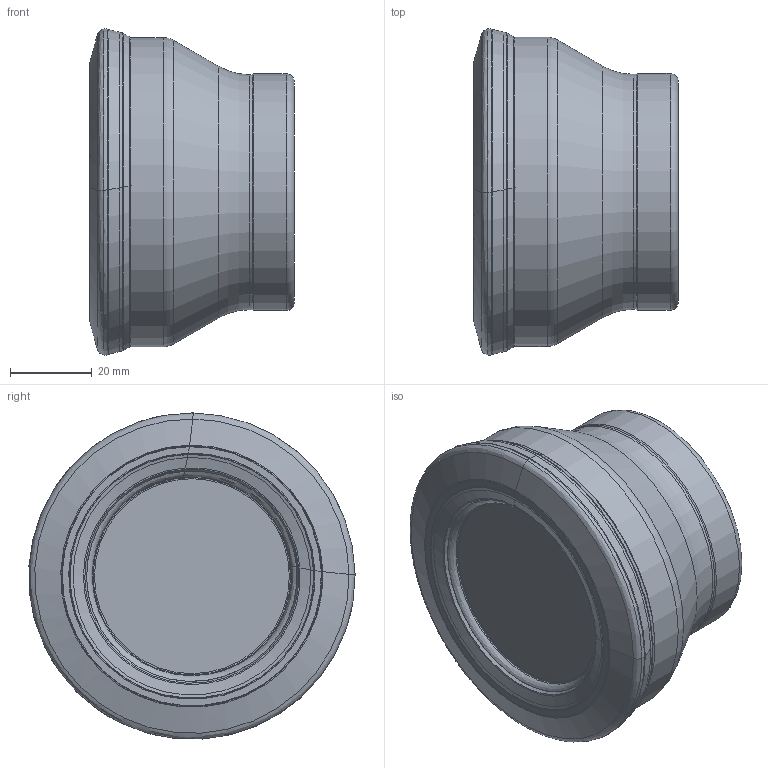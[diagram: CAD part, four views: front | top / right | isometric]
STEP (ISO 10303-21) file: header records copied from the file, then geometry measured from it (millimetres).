
FILE_DESCRIPTION(/* description */ (''),/* implementation_level */ '2;1');
FILE_NAME(/* name */ 'AHFM-WN0907-D080-A27-Z06-H.stp',/* time_stamp */ '2023-10-12T12:03:18+03:00',/* author */ (''),/* organization */ (''),/* preprocessor_version */ 'ST-DEVELOPER v19.4',/* originating_system */ 'SIEMENS PLM Software NX2306.5001',/* authorisation */ '');
FILE_SCHEMA (('AUTOMOTIVE_DESIGN { 1 0 10303 214 3 1 1 1 }'));
Length unit declared in the file: millimetre
Products named in the file (1): AHFM-WN0907-D080-A27-Z06-H-LIGHT_x_t_objects
Bounding box: 50.09 x 79.95 x 79.94 mm (x, y, z)
Volume: 203340.2 mm3; surface area: 27348.4 mm2
Topology: 2 solids, 2 shells, 97 faces, 190 edges, 96 vertices
Faces by surface type: bspline 78, torus 8, cone 5, cylinder 3, plane 3
Full cylindrical faces by diameter (mm): 57.6 x1, 58 x1, 75.8 x1
Entity records: 3026 total; most frequent: CARTESIAN_POINT 1336, ORIENTED_EDGE 348, DIRECTION 318, EDGE_CURVE 174, AXIS2_PLACEMENT_3D 128, EDGE_LOOP 114, ADVANCED_FACE 97, CIRCLE 96
